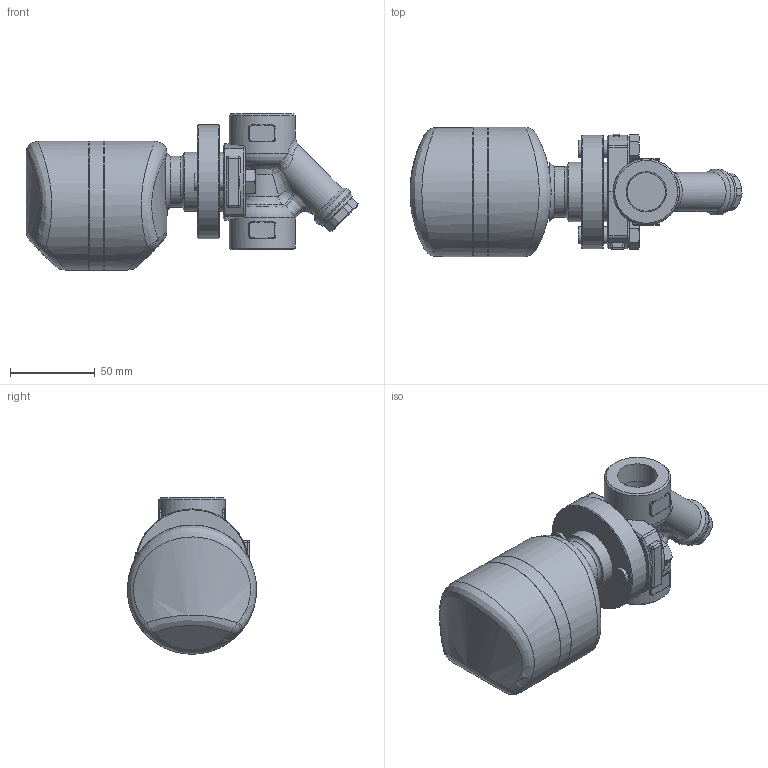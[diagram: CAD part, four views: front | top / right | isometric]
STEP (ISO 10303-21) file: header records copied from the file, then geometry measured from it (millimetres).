
FILE_DESCRIPTION((''),'2;1');
FILE_NAME('fs300-020-screw-00.stp','2010-05-14T13:03:09',('nakaot'),(''),'Autodesk Inventor 2008','Autodesk Inventor 2008','');
FILE_SCHEMA(('AUTOMOTIVE_DESIGN { 1 0 10303 214 1 1 1 1 }'));
Length unit declared in the file: millimetre
Products named in the file (1): fs300-020-screw-00
Bounding box: 195.36 x 76 x 92 mm (x, y, z)
Volume: 516374.5 mm3; surface area: 67677.8 mm2
Topology: 1 solids, 3 shells, 348 faces, 832 edges, 490 vertices
Faces by surface type: bspline 104, cylinder 99, plane 90, cone 31, torus 20, sphere 4
Full cylindrical faces by diameter (mm): 10 x2, 10.5 x1, 17 x1, 23 x1, 25 x1, 27 x1, 30 x1, 33 x1, 35 x3, 39 x2, 60 x2, 67 x1, 76 x2
Entity records: 16021 total; most frequent: CARTESIAN_POINT 8814, ORIENTED_EDGE 1522, DIRECTION 1374, EDGE_CURVE 761, AXIS2_PLACEMENT_3D 565, VERTEX_POINT 480, EDGE_LOOP 417, FACE_OUTER_BOUND 348
